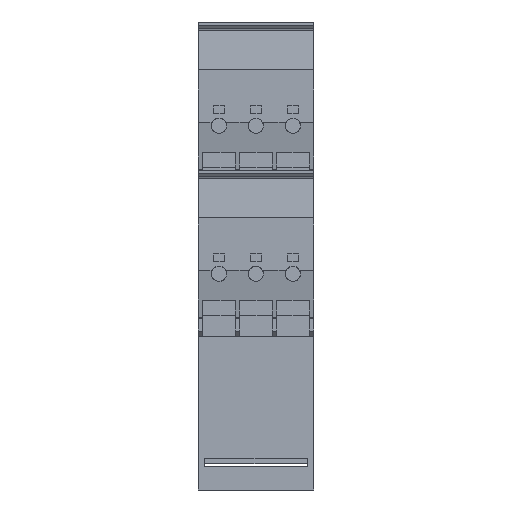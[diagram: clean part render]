
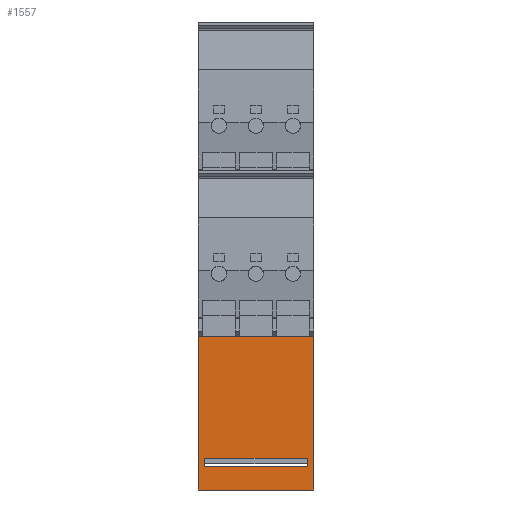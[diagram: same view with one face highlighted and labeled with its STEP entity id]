
A CAD part, front view. The second image highlights one B-rep face of the part: STEP entity #1557.
In plain terms, the highlighted planar face has unit normal (0, -1, 0).
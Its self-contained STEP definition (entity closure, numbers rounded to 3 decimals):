
#1557=ADVANCED_FACE('NONE',(#4389,#4390),#4391,.T.);
#4389=FACE_OUTER_BOUND('',#8555,.T.);
#4390=FACE_BOUND('',#8556,.T.);
#4391=PLANE('',#8557);
#8555=EDGE_LOOP('',(#22320,#22321,#22322,#22323,#22324,#22325));
#8556=EDGE_LOOP('',(#22326,#22327,#22328,#22329));
#8557=AXIS2_PLACEMENT_3D('',#22330,#22331,#22332);
#22320=ORIENTED_EDGE('',*,*,#34357,.T.);
#22321=ORIENTED_EDGE('',*,*,#34358,.T.);
#22322=ORIENTED_EDGE('',*,*,#34359,.T.);
#22323=ORIENTED_EDGE('',*,*,#34360,.T.);
#22324=ORIENTED_EDGE('',*,*,#34354,.F.);
#22325=ORIENTED_EDGE('',*,*,#34263,.F.);
#22326=ORIENTED_EDGE('',*,*,#34361,.T.);
#22327=ORIENTED_EDGE('',*,*,#34362,.T.);
#22328=ORIENTED_EDGE('',*,*,#34363,.T.);
#22329=ORIENTED_EDGE('',*,*,#34364,.T.);
#22330=CARTESIAN_POINT('',(0.,15.69,29.9));
#22331=DIRECTION('',(0.0,-1.0,0.0));
#22332=DIRECTION('',(0.0,0.0,1.0));
#34263=EDGE_CURVE('NONE',#39967,#39969,#39970,.T.);
#34354=EDGE_CURVE('NONE',#39969,#40107,#40108,.T.);
#34357=EDGE_CURVE('NONE',#39967,#40111,#40112,.T.);
#34358=EDGE_CURVE('NONE',#40111,#40113,#40114,.T.);
#34359=EDGE_CURVE('NONE',#40113,#40115,#40116,.T.);
#34360=EDGE_CURVE('NONE',#40115,#40107,#40117,.T.);
#34361=EDGE_CURVE('NONE',#40118,#40119,#40120,.T.);
#34362=EDGE_CURVE('NONE',#40119,#40121,#40122,.T.);
#34363=EDGE_CURVE('NONE',#40121,#40123,#40124,.T.);
#34364=EDGE_CURVE('NONE',#40123,#40118,#40125,.T.);
#39967=VERTEX_POINT('NONE',#49549);
#39969=VERTEX_POINT('NONE',#49552);
#39970=LINE('',#49553,#49554);
#40107=VERTEX_POINT('NONE',#49759);
#40108=LINE('',#49760,#49761);
#40111=VERTEX_POINT('NONE',#49765);
#40112=LINE('',#49766,#49767);
#40113=VERTEX_POINT('NONE',#49768);
#40114=LINE('',#49769,#49770);
#40115=VERTEX_POINT('NONE',#49771);
#40116=LINE('',#49772,#49773);
#40117=LINE('',#49774,#49775);
#40118=VERTEX_POINT('NONE',#49776);
#40119=VERTEX_POINT('NONE',#49777);
#40120=LINE('',#49778,#49779);
#40121=VERTEX_POINT('NONE',#49780);
#40122=LINE('',#49781,#49782);
#40123=VERTEX_POINT('NONE',#49783);
#40124=LINE('',#49784,#49785);
#40125=LINE('',#49786,#49787);
#49549=CARTESIAN_POINT('',(0.0,15.69,0.));
#49552=CARTESIAN_POINT('',(0.,15.69,29.9));
#49553=CARTESIAN_POINT('',(0.,15.69,85.695));
#49554=VECTOR('',#63015,1000.0);
#49759=CARTESIAN_POINT('',(0.1,15.69,29.9));
#49760=CARTESIAN_POINT('',(0.1,15.69,29.9));
#49761=VECTOR('',#63084,1000.0);
#49765=CARTESIAN_POINT('',(22.5,15.69,0.));
#49766=CARTESIAN_POINT('',(0.,15.69,0.));
#49767=VECTOR('',#63086,1000.0);
#49768=CARTESIAN_POINT('',(22.5,15.69,29.9));
#49769=CARTESIAN_POINT('',(22.5,15.69,29.9));
#49770=VECTOR('',#63087,1000.0);
#49771=CARTESIAN_POINT('',(22.4,15.69,29.9));
#49772=CARTESIAN_POINT('',(22.4,15.69,29.9));
#49773=VECTOR('',#63088,1000.0);
#49774=CARTESIAN_POINT('',(0.,15.69,29.9));
#49775=VECTOR('',#63089,1000.0);
#49776=CARTESIAN_POINT('',(1.253,15.69,4.5));
#49777=CARTESIAN_POINT('',(1.253,15.69,6.2));
#49778=CARTESIAN_POINT('',(1.253,15.69,4.5));
#49779=VECTOR('',#63090,1000.0);
#49780=CARTESIAN_POINT('',(21.253,15.69,6.2));
#49781=CARTESIAN_POINT('',(0.,15.69,6.2));
#49782=VECTOR('',#63091,1000.0);
#49783=CARTESIAN_POINT('',(21.253,15.69,4.5));
#49784=CARTESIAN_POINT('',(21.253,15.69,6.2));
#49785=VECTOR('',#63092,1000.0);
#49786=CARTESIAN_POINT('',(0.,15.69,4.5));
#49787=VECTOR('',#63093,1000.0);
#63015=DIRECTION('',(0.0,0.0,1.0));
#63084=DIRECTION('',(1.0,0.0,-0.0));
#63086=DIRECTION('',(1.0,0.0,0.0));
#63087=DIRECTION('',(0.0,0.0,1.0));
#63088=DIRECTION('',(-1.0,0.0,0.0));
#63089=DIRECTION('',(-1.0,-0.0,0.0));
#63090=DIRECTION('',(0.0,0.0,1.0));
#63091=DIRECTION('',(1.0,0.0,0.0));
#63092=DIRECTION('',(0.0,0.0,-1.0));
#63093=DIRECTION('',(-1.0,-0.0,0.0));
